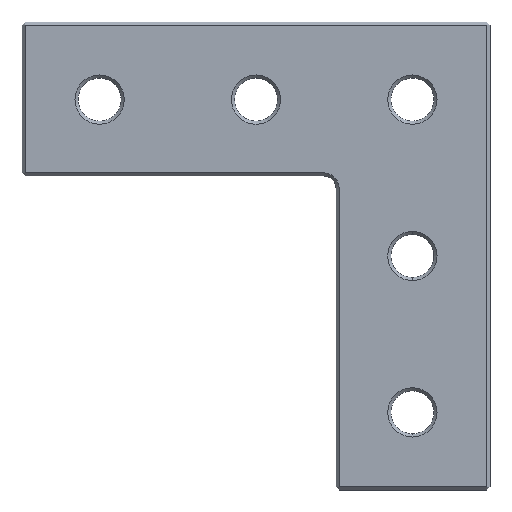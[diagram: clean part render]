
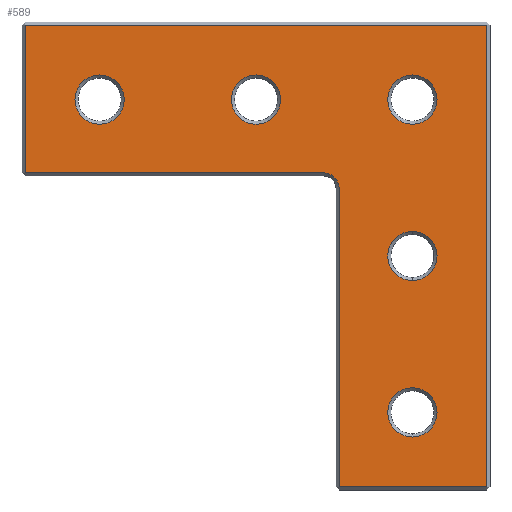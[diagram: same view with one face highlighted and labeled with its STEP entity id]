
A CAD part, front view. The second image highlights one B-rep face of the part: STEP entity #589.
In plain terms, the highlighted planar face has unit normal (0, -1, 0).
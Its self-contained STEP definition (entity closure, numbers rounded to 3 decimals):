
#9 = DIRECTION ( 'NONE',  ( 0., 0., -1. ) ) ;
#12 = CARTESIAN_POINT ( 'NONE',  ( 25.4, 0., 29.4 ) ) ;
#22 = VECTOR ( 'NONE', #1401, 1000. ) ;
#40 = EDGE_CURVE ( 'NONE', #1067, #1227, #1288, .T. ) ;
#49 = CARTESIAN_POINT ( 'NONE',  ( 0., 0., 25.4 ) ) ;
#50 = DIRECTION ( 'NONE',  ( 0., 1., 0. ) ) ;
#55 = CARTESIAN_POINT ( 'NONE',  ( 25.4, 0., 25.4 ) ) ;
#61 = CIRCLE ( 'NONE', #934, 4. ) ;
#68 = FACE_BOUND ( 'NONE', #990, .T. ) ;
#117 = VERTEX_POINT ( 'NONE', #12 ) ;
#122 = AXIS2_PLACEMENT_3D ( 'NONE', #1051, #734, #1633 ) ;
#125 = DIRECTION ( 'NONE',  ( 0., 0., 1. ) ) ;
#126 = EDGE_LOOP ( 'NONE', ( #525, #623, #1123, #1820, #722, #1340, #1493 ) ) ;
#127 = CARTESIAN_POINT ( 'NONE',  ( 25.4, 0., 4. ) ) ;
#133 = CARTESIAN_POINT ( 'NONE',  ( 25.4, 0., 0. ) ) ;
#142 = AXIS2_PLACEMENT_3D ( 'NONE', #1752, #582, #1460 ) ;
#202 = ORIENTED_EDGE ( 'NONE', *, *, #1420, .T. ) ;
#205 = DIRECTION ( 'NONE',  ( 0., 0., -1. ) ) ;
#214 = AXIS2_PLACEMENT_3D ( 'NONE', #1732, #1180, #596 ) ;
#215 = VECTOR ( 'NONE', #570, 1000. ) ;
#254 = EDGE_CURVE ( 'NONE', #508, #1236, #1433, .T. ) ;
#305 = CARTESIAN_POINT ( 'NONE',  ( 37.5, 0., 37.5 ) ) ;
#310 = VERTEX_POINT ( 'NONE', #305 ) ;
#318 = DIRECTION ( 'NONE',  ( 0., 1., 0. ) ) ;
#347 = FACE_BOUND ( 'NONE', #1103, .T. ) ;
#374 = EDGE_CURVE ( 'NONE', #1779, #878, #1534, .T. ) ;
#399 = CIRCLE ( 'NONE', #544, 4. ) ;
#407 = EDGE_CURVE ( 'NONE', #1236, #508, #632, .T. ) ;
#409 = VERTEX_POINT ( 'NONE', #1130 ) ;
#413 = CARTESIAN_POINT ( 'NONE',  ( 25.4, 0., -29.4 ) ) ;
#415 = LINE ( 'NONE', #1166, #215 ) ;
#430 = CARTESIAN_POINT ( 'NONE',  ( 0., 0., 21.4 ) ) ;
#436 = DIRECTION ( 'NONE',  ( 0., 1., 0. ) ) ;
#453 = EDGE_CURVE ( 'NONE', #1227, #1208, #1734, .T. ) ;
#472 = ORIENTED_EDGE ( 'NONE', *, *, #407, .T. ) ;
#478 = CARTESIAN_POINT ( 'NONE',  ( -37.5, 0., 37.5 ) ) ;
#489 = CARTESIAN_POINT ( 'NONE',  ( 25.4, 0., -4. ) ) ;
#494 = FACE_BOUND ( 'NONE', #814, .T. ) ;
#497 = EDGE_CURVE ( 'NONE', #1154, #409, #415, .T. ) ;
#503 = CARTESIAN_POINT ( 'NONE',  ( 25.4, 0., 21.4 ) ) ;
#508 = VERTEX_POINT ( 'NONE', #127 ) ;
#512 = AXIS2_PLACEMENT_3D ( 'NONE', #133, #1559, #1008 ) ;
#525 = ORIENTED_EDGE ( 'NONE', *, *, #453, .T. ) ;
#544 = AXIS2_PLACEMENT_3D ( 'NONE', #1050, #1463, #724 ) ;
#550 = EDGE_CURVE ( 'NONE', #409, #653, #901, .T. ) ;
#570 = DIRECTION ( 'NONE',  ( 0., 0., -1. ) ) ;
#574 = LINE ( 'NONE', #1440, #1538 ) ;
#582 = DIRECTION ( 'NONE',  ( 0., 1., 0. ) ) ;
#589 = ADVANCED_FACE ( 'NONE', ( #347, #494, #1352, #1358, #68, #628 ), #643, .T. ) ;
#596 = DIRECTION ( 'NONE',  ( 0., 0., -1. ) ) ;
#598 = DIRECTION ( 'NONE',  ( 1., 0., 0. ) ) ;
#599 = CIRCLE ( 'NONE', #1511, 2.583 ) ;
#610 = DIRECTION ( 'NONE',  ( 0., -1., 0. ) ) ;
#618 = EDGE_CURVE ( 'NONE', #1303, #117, #666, .T. ) ;
#623 = ORIENTED_EDGE ( 'NONE', *, *, #977, .T. ) ;
#628 = FACE_OUTER_BOUND ( 'NONE', #126, .T. ) ;
#632 = CIRCLE ( 'NONE', #512, 4. ) ;
#636 = AXIS2_PLACEMENT_3D ( 'NONE', #49, #1336, #738 ) ;
#643 = PLANE ( 'NONE',  #835 ) ;
#653 = VERTEX_POINT ( 'NONE', #967 ) ;
#666 = CIRCLE ( 'NONE', #1707, 4. ) ;
#671 = CIRCLE ( 'NONE', #122, 4. ) ;
#703 = EDGE_CURVE ( 'NONE', #310, #1067, #809, .T. ) ;
#722 = ORIENTED_EDGE ( 'NONE', *, *, #891, .T. ) ;
#724 = DIRECTION ( 'NONE',  ( 0., 0., -1. ) ) ;
#733 = CARTESIAN_POINT ( 'NONE',  ( -25.4, 0., 21.4 ) ) ;
#734 = DIRECTION ( 'NONE',  ( 0., 1., 0. ) ) ;
#738 = DIRECTION ( 'NONE',  ( 0., 0., -1. ) ) ;
#766 = CARTESIAN_POINT ( 'NONE',  ( 10.917, 0., 10.917 ) ) ;
#809 = LINE ( 'NONE', #1254, #22 ) ;
#814 = EDGE_LOOP ( 'NONE', ( #472, #1541 ) ) ;
#834 = CARTESIAN_POINT ( 'NONE',  ( -37.5, 0., 13. ) ) ;
#835 = AXIS2_PLACEMENT_3D ( 'NONE', #931, #610, #1212 ) ;
#866 = AXIS2_PLACEMENT_3D ( 'NONE', #1601, #1012, #894 ) ;
#878 = VERTEX_POINT ( 'NONE', #413 ) ;
#891 = EDGE_CURVE ( 'NONE', #653, #310, #574, .T. ) ;
#893 = CARTESIAN_POINT ( 'NONE',  ( 13.5, 0., 10.917 ) ) ;
#894 = DIRECTION ( 'NONE',  ( 0., 0., -1. ) ) ;
#901 = LINE ( 'NONE', #1052, #1851 ) ;
#910 = CARTESIAN_POINT ( 'NONE',  ( 0., 0., 29.4 ) ) ;
#931 = CARTESIAN_POINT ( 'NONE',  ( 10.917, 0., 10.917 ) ) ;
#934 = AXIS2_PLACEMENT_3D ( 'NONE', #1724, #436, #9 ) ;
#952 = EDGE_CURVE ( 'NONE', #1094, #1076, #1826, .T. ) ;
#967 = CARTESIAN_POINT ( 'NONE',  ( 37.5, 0., -37.5 ) ) ;
#977 = EDGE_CURVE ( 'NONE', #1208, #1154, #599, .T. ) ;
#990 = EDGE_LOOP ( 'NONE', ( #1049, #1809 ) ) ;
#991 = EDGE_CURVE ( 'NONE', #1788, #1214, #399, .T. ) ;
#1006 = ORIENTED_EDGE ( 'NONE', *, *, #1068, .T. ) ;
#1008 = DIRECTION ( 'NONE',  ( 0., 0., -1. ) ) ;
#1012 = DIRECTION ( 'NONE',  ( 0., 1., 0. ) ) ;
#1016 = CIRCLE ( 'NONE', #636, 4. ) ;
#1037 = CARTESIAN_POINT ( 'NONE',  ( 25.4, 0., 0. ) ) ;
#1049 = ORIENTED_EDGE ( 'NONE', *, *, #991, .T. ) ;
#1050 = CARTESIAN_POINT ( 'NONE',  ( 0., 0., 25.4 ) ) ;
#1051 = CARTESIAN_POINT ( 'NONE',  ( 25.4, 0., 25.4 ) ) ;
#1052 = CARTESIAN_POINT ( 'NONE',  ( 38., 0., -37.5 ) ) ;
#1067 = VERTEX_POINT ( 'NONE', #478 ) ;
#1068 = EDGE_CURVE ( 'NONE', #878, #1779, #61, .T. ) ;
#1076 = VERTEX_POINT ( 'NONE', #733 ) ;
#1094 = VERTEX_POINT ( 'NONE', #1452 ) ;
#1098 = EDGE_LOOP ( 'NONE', ( #1223, #1125 ) ) ;
#1103 = EDGE_LOOP ( 'NONE', ( #202, #1692 ) ) ;
#1123 = ORIENTED_EDGE ( 'NONE', *, *, #497, .T. ) ;
#1125 = ORIENTED_EDGE ( 'NONE', *, *, #1835, .T. ) ;
#1130 = CARTESIAN_POINT ( 'NONE',  ( 13.5, 0., -37.5 ) ) ;
#1150 = CARTESIAN_POINT ( 'NONE',  ( 25.4, 0., -21.4 ) ) ;
#1154 = VERTEX_POINT ( 'NONE', #893 ) ;
#1166 = CARTESIAN_POINT ( 'NONE',  ( 13.5, 0., -38. ) ) ;
#1170 = EDGE_CURVE ( 'NONE', #1214, #1788, #1016, .T. ) ;
#1180 = DIRECTION ( 'NONE',  ( 0., 1., 0. ) ) ;
#1183 = CARTESIAN_POINT ( 'NONE',  ( -37.5, 0., 13.5 ) ) ;
#1208 = VERTEX_POINT ( 'NONE', #1218 ) ;
#1212 = DIRECTION ( 'NONE',  ( 0., 0., -1. ) ) ;
#1214 = VERTEX_POINT ( 'NONE', #910 ) ;
#1218 = CARTESIAN_POINT ( 'NONE',  ( 10.917, 0., 13.5 ) ) ;
#1223 = ORIENTED_EDGE ( 'NONE', *, *, #618, .T. ) ;
#1227 = VERTEX_POINT ( 'NONE', #1183 ) ;
#1236 = VERTEX_POINT ( 'NONE', #489 ) ;
#1254 = CARTESIAN_POINT ( 'NONE',  ( -38., 0., 37.5 ) ) ;
#1279 = DIRECTION ( 'NONE',  ( 1., 0., 0. ) ) ;
#1288 = LINE ( 'NONE', #834, #1800 ) ;
#1303 = VERTEX_POINT ( 'NONE', #503 ) ;
#1336 = DIRECTION ( 'NONE',  ( 0., 1., 0. ) ) ;
#1340 = ORIENTED_EDGE ( 'NONE', *, *, #703, .T. ) ;
#1352 = FACE_BOUND ( 'NONE', #1796, .T. ) ;
#1353 = ORIENTED_EDGE ( 'NONE', *, *, #374, .T. ) ;
#1358 = FACE_BOUND ( 'NONE', #1098, .T. ) ;
#1380 = VECTOR ( 'NONE', #1279, 1000. ) ;
#1401 = DIRECTION ( 'NONE',  ( -1., 0., 0. ) ) ;
#1417 = CARTESIAN_POINT ( 'NONE',  ( 10.917, 0., 13.5 ) ) ;
#1420 = EDGE_CURVE ( 'NONE', #1076, #1094, #1831, .T. ) ;
#1433 = CIRCLE ( 'NONE', #1681, 4. ) ;
#1440 = CARTESIAN_POINT ( 'NONE',  ( 37.5, 0., 38. ) ) ;
#1452 = CARTESIAN_POINT ( 'NONE',  ( -25.4, 0., 29.4 ) ) ;
#1460 = DIRECTION ( 'NONE',  ( 0., 0., -1. ) ) ;
#1463 = DIRECTION ( 'NONE',  ( 0., 1., 0. ) ) ;
#1464 = DIRECTION ( 'NONE',  ( 0., 0., -1. ) ) ;
#1493 = ORIENTED_EDGE ( 'NONE', *, *, #40, .T. ) ;
#1511 = AXIS2_PLACEMENT_3D ( 'NONE', #766, #318, #1605 ) ;
#1534 = CIRCLE ( 'NONE', #142, 4. ) ;
#1538 = VECTOR ( 'NONE', #125, 1000. ) ;
#1541 = ORIENTED_EDGE ( 'NONE', *, *, #254, .T. ) ;
#1559 = DIRECTION ( 'NONE',  ( 0., 1., 0. ) ) ;
#1601 = CARTESIAN_POINT ( 'NONE',  ( -25.4, 0., 25.4 ) ) ;
#1605 = DIRECTION ( 'NONE',  ( 0., 0., -1. ) ) ;
#1633 = DIRECTION ( 'NONE',  ( 0., 0., -1. ) ) ;
#1681 = AXIS2_PLACEMENT_3D ( 'NONE', #1037, #50, #205 ) ;
#1692 = ORIENTED_EDGE ( 'NONE', *, *, #952, .T. ) ;
#1707 = AXIS2_PLACEMENT_3D ( 'NONE', #55, #1778, #1464 ) ;
#1724 = CARTESIAN_POINT ( 'NONE',  ( 25.4, 0., -25.4 ) ) ;
#1732 = CARTESIAN_POINT ( 'NONE',  ( -25.4, 0., 25.4 ) ) ;
#1734 = LINE ( 'NONE', #1417, #1380 ) ;
#1752 = CARTESIAN_POINT ( 'NONE',  ( 25.4, 0., -25.4 ) ) ;
#1778 = DIRECTION ( 'NONE',  ( 0., 1., 0. ) ) ;
#1779 = VERTEX_POINT ( 'NONE', #1150 ) ;
#1788 = VERTEX_POINT ( 'NONE', #430 ) ;
#1796 = EDGE_LOOP ( 'NONE', ( #1006, #1353 ) ) ;
#1800 = VECTOR ( 'NONE', #1854, 1000. ) ;
#1809 = ORIENTED_EDGE ( 'NONE', *, *, #1170, .T. ) ;
#1820 = ORIENTED_EDGE ( 'NONE', *, *, #550, .T. ) ;
#1826 = CIRCLE ( 'NONE', #214, 4. ) ;
#1831 = CIRCLE ( 'NONE', #866, 4. ) ;
#1835 = EDGE_CURVE ( 'NONE', #117, #1303, #671, .T. ) ;
#1851 = VECTOR ( 'NONE', #598, 1000. ) ;
#1854 = DIRECTION ( 'NONE',  ( 0., 0., -1. ) ) ;
